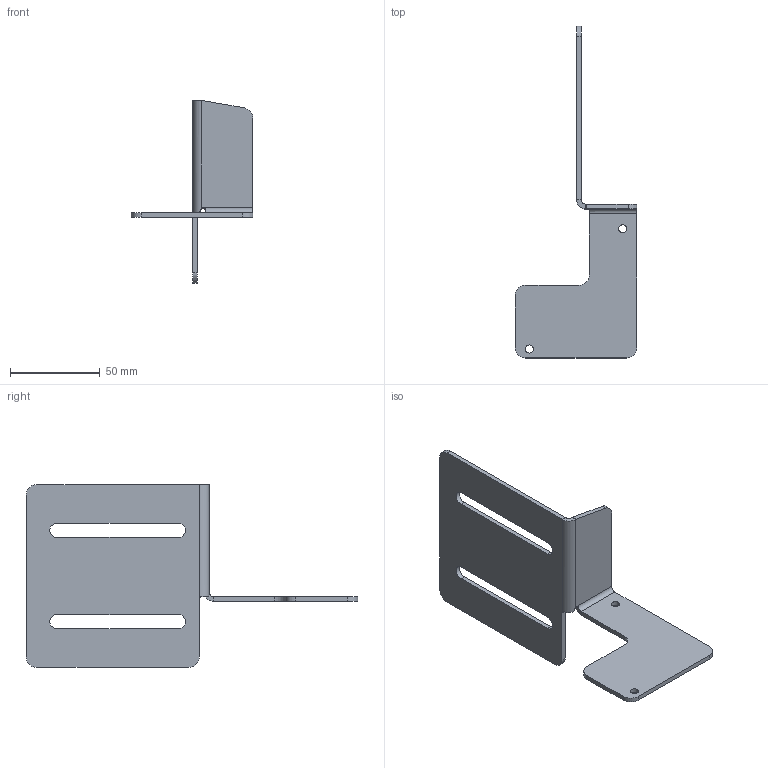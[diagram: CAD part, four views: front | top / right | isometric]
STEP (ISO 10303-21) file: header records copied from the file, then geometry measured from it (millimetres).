
FILE_DESCRIPTION((''),'2;1');
FILE_NAME('202273_ASM','2017-08-29T',('pdmadmin'),('BANNER ENGINEERING'),'CREO PARAMETRIC BY PTC INC, 2016260','CREO PARAMETRIC BY PTC INC, 2016260','');
FILE_SCHEMA(('CONFIG_CONTROL_DESIGN'));
Length unit declared in the file: millimetre
Products named in the file (2): 202283; 202273_ASM
Assembly tree (1 placements, depth 2):
  202273_ASM
    202283
Bounding box: 68 x 185 x 102 mm (x, y, z)
Volume: 38032.4 mm3; surface area: 31974.1 mm2
Topology: 1 solids, 1 shells, 50 faces, 132 edges, 84 vertices
Faces by surface type: plane 26, cylinder 23, bspline 1
Entity records: 1690 total; most frequent: CARTESIAN_POINT 351, DIRECTION 272, ORIENTED_EDGE 264, EDGE_CURVE 132, AXIS2_PLACEMENT_3D 96, VERTEX_POINT 84, VECTOR 80, LINE 80
